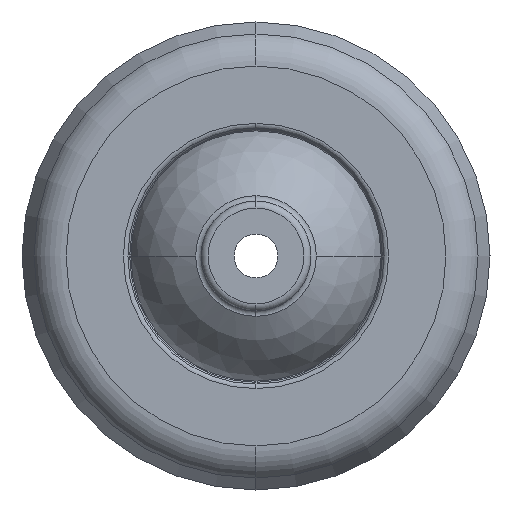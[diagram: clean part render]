
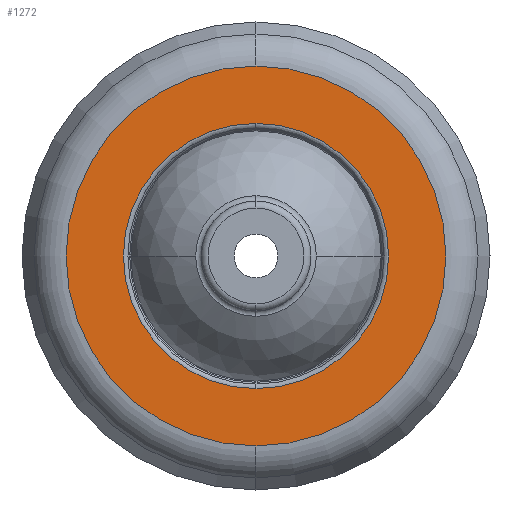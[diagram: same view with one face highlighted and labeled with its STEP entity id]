
A CAD part, left-side view. The second image highlights one B-rep face of the part: STEP entity #1272.
In plain terms, the highlighted planar face has unit normal (-1, 0, 0).
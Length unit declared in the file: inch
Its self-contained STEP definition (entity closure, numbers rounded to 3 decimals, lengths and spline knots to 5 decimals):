
#16 = CIRCLE ( 'NONE', #1703, 0.187 ) ;
#25 = CARTESIAN_POINT ( 'NONE',  ( -0.77, 0., 0. ) ) ;
#99 = CARTESIAN_POINT ( 'NONE',  ( -0.77, 0., 0. ) ) ;
#143 = EDGE_LOOP ( 'NONE', ( #1123, #1923 ) ) ;
#194 = DIRECTION ( 'NONE',  ( 0., 0., 1. ) ) ;
#237 = CARTESIAN_POINT ( 'NONE',  ( -0.77, 0., 0.26784 ) ) ;
#279 = VERTEX_POINT ( 'NONE', #237 ) ;
#329 = CARTESIAN_POINT ( 'NONE',  ( -0.77, 0., 0.187 ) ) ;
#344 = FACE_BOUND ( 'NONE', #143, .T. ) ;
#441 = EDGE_CURVE ( 'NONE', #1530, #1568, #16, .T. ) ;
#625 = DIRECTION ( 'NONE',  ( 0., 0., -1. ) ) ;
#664 = CIRCLE ( 'NONE', #1615, 0.26784 ) ;
#724 = AXIS2_PLACEMENT_3D ( 'NONE', #99, #1039, #1195 ) ;
#731 = AXIS2_PLACEMENT_3D ( 'NONE', #1612, #1758, #194 ) ;
#857 = EDGE_CURVE ( 'NONE', #1568, #1530, #1348, .T. ) ;
#894 = VERTEX_POINT ( 'NONE', #1725 ) ;
#957 = CARTESIAN_POINT ( 'NONE',  ( -0.77, 0., 0. ) ) ;
#1039 = DIRECTION ( 'NONE',  ( 1., 0., 0. ) ) ;
#1058 = CIRCLE ( 'NONE', #724, 0.26784 ) ;
#1123 = ORIENTED_EDGE ( 'NONE', *, *, #857, .T. ) ;
#1155 = PLANE ( 'NONE',  #731 ) ;
#1172 = CARTESIAN_POINT ( 'NONE',  ( -0.77, 0., -0.187 ) ) ;
#1195 = DIRECTION ( 'NONE',  ( 0., 0., -1. ) ) ;
#1232 = EDGE_CURVE ( 'NONE', #894, #279, #664, .T. ) ;
#1263 = ORIENTED_EDGE ( 'NONE', *, *, #1985, .F. ) ;
#1272 = ADVANCED_FACE ( 'NONE', ( #1589, #344 ), #1155, .T. ) ;
#1279 = DIRECTION ( 'NONE',  ( 0., 0., -1. ) ) ;
#1298 = DIRECTION ( 'NONE',  ( 1., 0., 0. ) ) ;
#1348 = CIRCLE ( 'NONE', #1506, 0.187 ) ;
#1405 = DIRECTION ( 'NONE',  ( 0., 0., -1. ) ) ;
#1439 = EDGE_LOOP ( 'NONE', ( #1660, #1263 ) ) ;
#1506 = AXIS2_PLACEMENT_3D ( 'NONE', #957, #1879, #625 ) ;
#1530 = VERTEX_POINT ( 'NONE', #329 ) ;
#1568 = VERTEX_POINT ( 'NONE', #1172 ) ;
#1589 = FACE_OUTER_BOUND ( 'NONE', #1439, .T. ) ;
#1612 = CARTESIAN_POINT ( 'NONE',  ( -0.77, 0., 0. ) ) ;
#1615 = AXIS2_PLACEMENT_3D ( 'NONE', #25, #1919, #1279 ) ;
#1660 = ORIENTED_EDGE ( 'NONE', *, *, #1232, .F. ) ;
#1703 = AXIS2_PLACEMENT_3D ( 'NONE', #1717, #1298, #1405 ) ;
#1717 = CARTESIAN_POINT ( 'NONE',  ( -0.77, 0., 0. ) ) ;
#1725 = CARTESIAN_POINT ( 'NONE',  ( -0.77, 0., -0.26784 ) ) ;
#1758 = DIRECTION ( 'NONE',  ( -1., 0., 0. ) ) ;
#1879 = DIRECTION ( 'NONE',  ( 1., 0., 0. ) ) ;
#1919 = DIRECTION ( 'NONE',  ( 1., 0., 0. ) ) ;
#1923 = ORIENTED_EDGE ( 'NONE', *, *, #441, .T. ) ;
#1985 = EDGE_CURVE ( 'NONE', #279, #894, #1058, .T. ) ;
